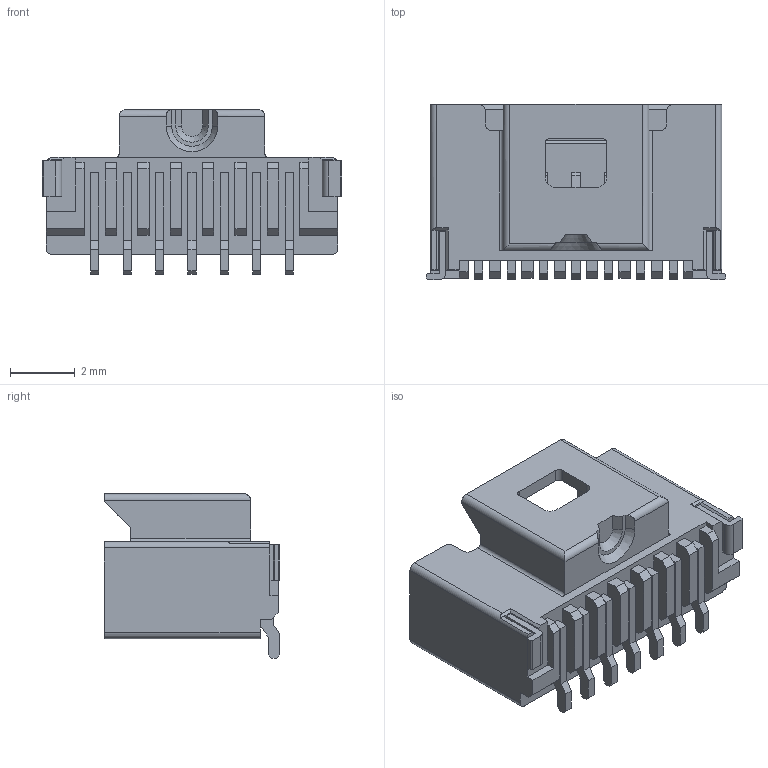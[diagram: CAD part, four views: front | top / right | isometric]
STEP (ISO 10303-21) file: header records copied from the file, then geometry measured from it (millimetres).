
FILE_DESCRIPTION(('FreeCAD Model'),'2;1');
FILE_NAME('Molex_PicoClasp_501331-0707.step','2017-09-01T11:56:01',( 'Author'),(''),'Open CASCADE STEP processor 6.8','FreeCAD','Unknown' );
FILE_SCHEMA(('AUTOMOTIVE_DESIGN_CC2 { 1 2 10303 214 -1 1 5 4 }'));
Length unit declared in the file: millimetre
Products named in the file (3): ASSEMBLY; COMPOUND; COMPOUND002
Assembly tree (2 placements, depth 2):
  ASSEMBLY
    COMPOUND
    COMPOUND002
Bounding box: 9.24 x 5.41 x 5.07 mm (x, y, z)
Volume: 76.5 mm3; surface area: 353.1 mm2
Topology: 1 solids, 1 shells, 333 faces, 950 edges, 674 vertices
Faces by surface type: plane 292, cylinder 35, cone 6
Entity records: 10809 total; most frequent: CARTESIAN_POINT 1997, ORIENTED_EDGE 1826, DIRECTION 1687, EDGE_CURVE 913, LINE 871, VECTOR 871, VERTEX_POINT 602, AXIS2_PLACEMENT_3D 408
